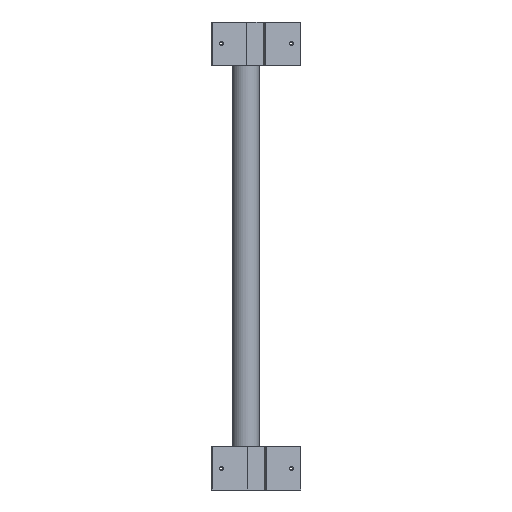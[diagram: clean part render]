
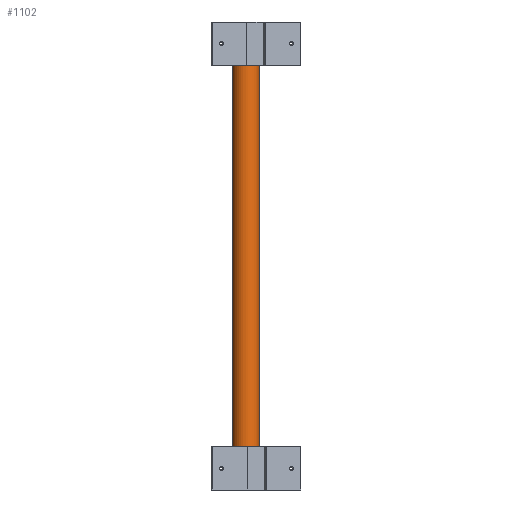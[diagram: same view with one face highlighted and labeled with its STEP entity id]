
A CAD part, front view. The second image highlights one B-rep face of the part: STEP entity #1102.
In plain terms, the highlighted cylindrical face has radius 14 mm (diameter 28 mm), a partial arc.
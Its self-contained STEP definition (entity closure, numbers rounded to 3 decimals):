
#77 = ORIENTED_EDGE ( 'NONE', *, *, #199, .T. ) ;
#97 = DIRECTION ( 'NONE',  ( -1., 0., 0. ) ) ;
#100 = VERTEX_POINT ( 'NONE', #518 ) ;
#106 = CARTESIAN_POINT ( 'NONE',  ( -14., 0., 437.4 ) ) ;
#136 = CARTESIAN_POINT ( 'NONE',  ( -14., 0., 437.4 ) ) ;
#143 = VERTEX_POINT ( 'NONE', #771 ) ;
#179 = EDGE_CURVE ( 'NONE', #100, #290, #298, .T. ) ;
#195 = ORIENTED_EDGE ( 'NONE', *, *, #1504, .F. ) ;
#199 = EDGE_CURVE ( 'NONE', #1505, #143, #932, .T. ) ;
#223 = CARTESIAN_POINT ( 'NONE',  ( 0., 0., 437.4 ) ) ;
#237 = CARTESIAN_POINT ( 'NONE',  ( 0., 0., 0. ) ) ;
#290 = VERTEX_POINT ( 'NONE', #592 ) ;
#298 = LINE ( 'NONE', #550, #432 ) ;
#367 = CYLINDRICAL_SURFACE ( 'NONE', #999, 14. ) ;
#413 = CIRCLE ( 'NONE', #1287, 14. ) ;
#432 = VECTOR ( 'NONE', #646, 1000. ) ;
#518 = CARTESIAN_POINT ( 'NONE',  ( 14., 0., 437.4 ) ) ;
#550 = CARTESIAN_POINT ( 'NONE',  ( 14., 0., 437.4 ) ) ;
#592 = CARTESIAN_POINT ( 'NONE',  ( 14., 0., 0. ) ) ;
#646 = DIRECTION ( 'NONE',  ( 0., 0., -1. ) ) ;
#662 = EDGE_CURVE ( 'NONE', #143, #290, #413, .T. ) ;
#724 = DIRECTION ( 'NONE',  ( 0., 0., 1. ) ) ;
#771 = CARTESIAN_POINT ( 'NONE',  ( -14., 0., 0. ) ) ;
#772 = VECTOR ( 'NONE', #1410, 1000. ) ;
#800 = CARTESIAN_POINT ( 'NONE',  ( 0., 0., 437.4 ) ) ;
#880 = ORIENTED_EDGE ( 'NONE', *, *, #179, .F. ) ;
#932 = LINE ( 'NONE', #106, #772 ) ;
#999 = AXIS2_PLACEMENT_3D ( 'NONE', #223, #1019, #97 ) ;
#1000 = AXIS2_PLACEMENT_3D ( 'NONE', #800, #1296, #1397 ) ;
#1019 = DIRECTION ( 'NONE',  ( 0., 0., -1. ) ) ;
#1044 = EDGE_LOOP ( 'NONE', ( #880, #195, #77, #1104 ) ) ;
#1102 = ADVANCED_FACE ( 'NONE', ( #1438 ), #367, .T. ) ;
#1104 = ORIENTED_EDGE ( 'NONE', *, *, #662, .T. ) ;
#1157 = CIRCLE ( 'NONE', #1000, 14. ) ;
#1201 = DIRECTION ( 'NONE',  ( 1., 0., 0. ) ) ;
#1287 = AXIS2_PLACEMENT_3D ( 'NONE', #237, #724, #1201 ) ;
#1296 = DIRECTION ( 'NONE',  ( 0., 0., 1. ) ) ;
#1397 = DIRECTION ( 'NONE',  ( 1., 0., 0. ) ) ;
#1410 = DIRECTION ( 'NONE',  ( 0., 0., -1. ) ) ;
#1438 = FACE_OUTER_BOUND ( 'NONE', #1044, .T. ) ;
#1504 = EDGE_CURVE ( 'NONE', #1505, #100, #1157, .T. ) ;
#1505 = VERTEX_POINT ( 'NONE', #136 ) ;
